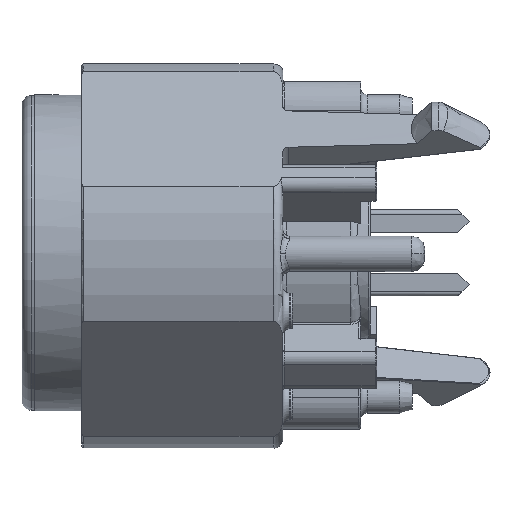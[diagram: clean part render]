
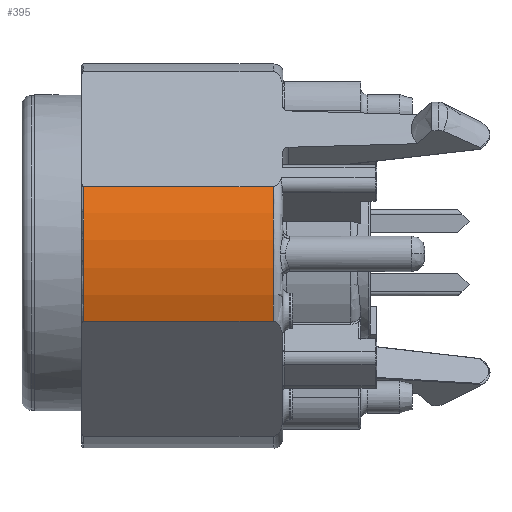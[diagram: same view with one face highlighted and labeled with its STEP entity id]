
A CAD part, left-side view. The second image highlights one B-rep face of the part: STEP entity #395.
In plain terms, the highlighted cylindrical face has radius 6.024 mm (diameter 12.048 mm), a partial arc.
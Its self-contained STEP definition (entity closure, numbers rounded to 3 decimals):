
#395 = ADVANCED_FACE( '', ( #1251 ), #1252, .T. );
#1251 = FACE_OUTER_BOUND( '', #3499, .T. );
#1252 = CYLINDRICAL_SURFACE( '', #3500, 6.024 );
#3499 = EDGE_LOOP( '', ( #7519, #7520, #7521, #7522 ) );
#3500 = AXIS2_PLACEMENT_3D( '', #7523, #7524, #7525 );
#7519 = ORIENTED_EDGE( '', *, *, #11028, .F. );
#7520 = ORIENTED_EDGE( '', *, *, #11026, .T. );
#7521 = ORIENTED_EDGE( '', *, *, #11029, .T. );
#7522 = ORIENTED_EDGE( '', *, *, #11030, .F. );
#7523 = CARTESIAN_POINT( '', ( 0., 0.432, -0.031 ) );
#7524 = DIRECTION( '', ( 0., -1., 0. ) );
#7525 = DIRECTION( '', ( -1., 0., 0. ) );
#11026 = EDGE_CURVE( '', #13299, #13301, #13303, .T. );
#11028 = EDGE_CURVE( '', #13299, #13305, #13306, .T. );
#11029 = EDGE_CURVE( '', #13301, #13307, #13308, .T. );
#11030 = EDGE_CURVE( '', #13305, #13307, #13309, .T. );
#13299 = VERTEX_POINT( '', #17638 );
#13301 = VERTEX_POINT( '', #17651 );
#13303 = CIRCLE( '', #17664, 6.024 );
#13305 = VERTEX_POINT( '', #17666 );
#13306 = LINE( '', #17667, #17668 );
#13307 = VERTEX_POINT( '', #17669 );
#13308 = LINE( '', #17670, #17671 );
#13309 = CIRCLE( '', #17672, 6.024 );
#17638 = CARTESIAN_POINT( '', ( -5.651, -0.05, 2.057 ) );
#17651 = CARTESIAN_POINT( '', ( -5.651, -0.05, -2.119 ) );
#17664 = AXIS2_PLACEMENT_3D( '', #20510, #20511, #20512 );
#17666 = CARTESIAN_POINT( '', ( -5.651, -5.924, 2.057 ) );
#17667 = CARTESIAN_POINT( '', ( -5.651, -0.05, 2.057 ) );
#17668 = VECTOR( '', #20516, 1000. );
#17669 = CARTESIAN_POINT( '', ( -5.651, -5.924, -2.119 ) );
#17670 = CARTESIAN_POINT( '', ( -5.651, -0.05, -2.119 ) );
#17671 = VECTOR( '', #20517, 1000. );
#17672 = AXIS2_PLACEMENT_3D( '', #20518, #20519, #20520 );
#20510 = CARTESIAN_POINT( '', ( 0., -0.05, -0.031 ) );
#20511 = DIRECTION( '', ( 0., -1., 0. ) );
#20512 = DIRECTION( '', ( -0.938, 0., 0.347 ) );
#20516 = DIRECTION( '', ( 0., -1., 0. ) );
#20517 = DIRECTION( '', ( 0., -1., 0. ) );
#20518 = CARTESIAN_POINT( '', ( 0., -5.924, -0.031 ) );
#20519 = DIRECTION( '', ( 0., -1., 0. ) );
#20520 = DIRECTION( '', ( -0.938, 0., 0.347 ) );
